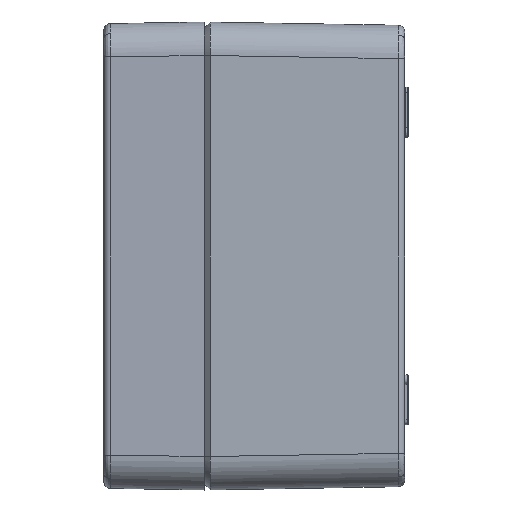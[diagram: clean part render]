
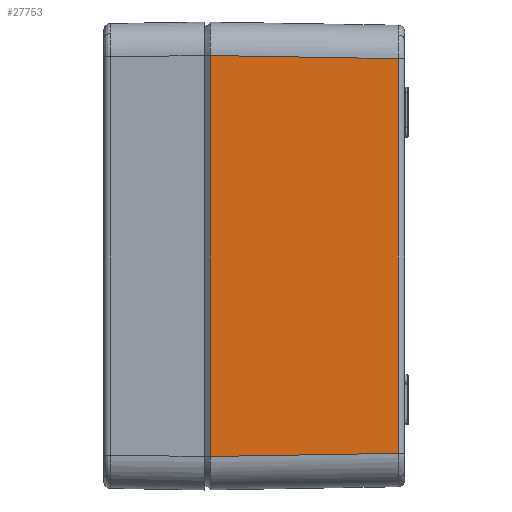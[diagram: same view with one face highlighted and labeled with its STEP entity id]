
A CAD part, left-side view. The second image highlights one B-rep face of the part: STEP entity #27753.
In plain terms, the highlighted planar face has unit normal (-1, -0.017, 0).
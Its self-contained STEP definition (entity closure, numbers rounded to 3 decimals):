
#2637 = VERTEX_POINT ( 'NONE', #7064 ) ;
#7064 = CARTESIAN_POINT ( 'NONE',  ( -99.033, -58.033, 59.034 ) ) ;
#15673 = DIRECTION ( 'NONE',  ( -0.017, 1., 0.017 ) ) ;
#15674 = VECTOR ( 'NONE', #15673, 1000. ) ;
#15675 = CARTESIAN_POINT ( 'NONE',  ( -99.964, -2.165, 59.965 ) ) ;
#15676 = LINE ( 'NONE', #15675, #15674 ) ;
#15680 = CARTESIAN_POINT ( 'NONE',  ( -99.97, -1.8, 59.971 ) ) ;
#15979 = DIRECTION ( 'NONE',  ( 0., 0., 1. ) ) ;
#15980 = VECTOR ( 'NONE', #15979, 1000. ) ;
#15982 = CARTESIAN_POINT ( 'NONE',  ( -99.033, -58.033, 59.001 ) ) ;
#15984 = LINE ( 'NONE', #15982, #15980 ) ;
#16337 = CARTESIAN_POINT ( 'NONE',  ( -99.033, -58.033, -59.034 ) ) ;
#16372 = DIRECTION ( 'NONE',  ( 0.017, -1., 0.017 ) ) ;
#16374 = VECTOR ( 'NONE', #16372, 1000. ) ;
#16376 = CARTESIAN_POINT ( 'NONE',  ( -100.003, 0.167, -60.004 ) ) ;
#16378 = LINE ( 'NONE', #16376, #16374 ) ;
#16427 = DIRECTION ( 'NONE',  ( 0.017, -1., 0. ) ) ;
#16429 = DIRECTION ( 'NONE',  ( -1., -0.017, 0. ) ) ;
#16431 = CARTESIAN_POINT ( 'NONE',  ( -100., 0., -70. ) ) ;
#16433 = AXIS2_PLACEMENT_3D ( 'NONE', #16431, #16429, #16427 ) ;
#16446 = PLANE ( 'NONE',  #16433 ) ;
#16447 = FACE_OUTER_BOUND ( 'NONE', #27751, .T. ) ;
#16559 = CARTESIAN_POINT ( 'NONE',  ( -99.97, -1.8, -59.971 ) ) ;
#17777 = DIRECTION ( 'NONE',  ( 0., 0., -1. ) ) ;
#17779 = VECTOR ( 'NONE', #17777, 1000. ) ;
#17780 = CARTESIAN_POINT ( 'NONE',  ( -99.97, -1.8, -70. ) ) ;
#17792 = LINE ( 'NONE', #17780, #17779 ) ;
#27218 = VERTEX_POINT ( 'NONE', #15680 ) ;
#27257 = EDGE_CURVE ( 'NONE', #2637, #27218, #15676, .T. ) ;
#27640 = ORIENTED_EDGE ( 'NONE', *, *, #27257, .T. ) ;
#27687 = ORIENTED_EDGE ( 'NONE', *, *, #27694, .T. ) ;
#27694 = EDGE_CURVE ( 'NONE', #27731, #2637, #15984, .T. ) ;
#27731 = VERTEX_POINT ( 'NONE', #16337 ) ;
#27741 = ORIENTED_EDGE ( 'NONE', *, *, #27743, .T. ) ;
#27743 = EDGE_CURVE ( 'NONE', #27774, #27731, #16378, .T. ) ;
#27751 = EDGE_LOOP ( 'NONE', ( #27741, #27687, #27640, #28082 ) ) ;
#27753 = ADVANCED_FACE ( 'NONE', ( #16447 ), #16446, .T. ) ;
#27774 = VERTEX_POINT ( 'NONE', #16559 ) ;
#28071 = EDGE_CURVE ( 'NONE', #27218, #27774, #17792, .T. ) ;
#28082 = ORIENTED_EDGE ( 'NONE', *, *, #28071, .T. ) ;
